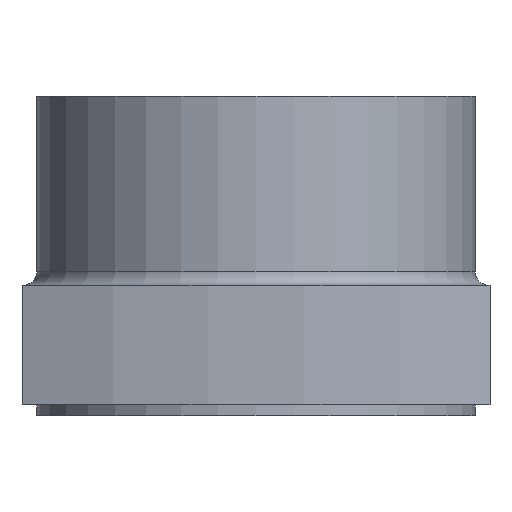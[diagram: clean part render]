
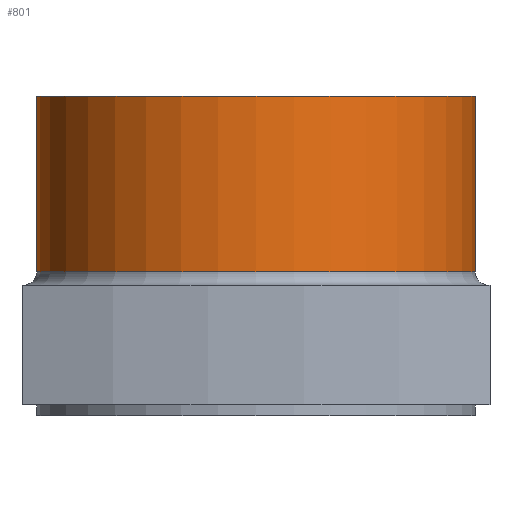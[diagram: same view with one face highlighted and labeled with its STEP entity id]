
A CAD part, front view. The second image highlights one B-rep face of the part: STEP entity #801.
In plain terms, the highlighted cylindrical face has radius 2.095 mm (diameter 4.191 mm), a partial arc.
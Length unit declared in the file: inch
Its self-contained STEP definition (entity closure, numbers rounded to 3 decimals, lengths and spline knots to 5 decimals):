
#99 = CARTESIAN_POINT ( 'NONE',  ( -0.0825, 0., 0.071 ) ) ;
#136 = CARTESIAN_POINT ( 'NONE',  ( 0.0825, 0., -0.243 ) ) ;
#142 = VERTEX_POINT ( 'NONE', #192 ) ;
#160 = ORIENTED_EDGE ( 'NONE', *, *, #252, .T. ) ;
#171 = DIRECTION ( 'NONE',  ( 1., 0., 0. ) ) ;
#189 = CIRCLE ( 'NONE', #569, 0.0825 ) ;
#192 = CARTESIAN_POINT ( 'NONE',  ( 0.0825, 0., 0.005 ) ) ;
#207 = VECTOR ( 'NONE', #966, 39.37008 ) ;
#239 = VECTOR ( 'NONE', #738, 39.37008 ) ;
#245 = AXIS2_PLACEMENT_3D ( 'NONE', #886, #292, #297 ) ;
#249 = CARTESIAN_POINT ( 'NONE',  ( 0., 0., 0.005 ) ) ;
#252 = EDGE_CURVE ( 'NONE', #283, #142, #189, .T. ) ;
#264 = EDGE_CURVE ( 'NONE', #283, #847, #898, .T. ) ;
#283 = VERTEX_POINT ( 'NONE', #826 ) ;
#292 = DIRECTION ( 'NONE',  ( 0., 0., 1. ) ) ;
#297 = DIRECTION ( 'NONE',  ( 1., 0., 0. ) ) ;
#353 = CARTESIAN_POINT ( 'NONE',  ( 0.0825, 0., 0.071 ) ) ;
#380 = AXIS2_PLACEMENT_3D ( 'NONE', #665, #384, #171 ) ;
#384 = DIRECTION ( 'NONE',  ( 0., 0., 1. ) ) ;
#387 = EDGE_LOOP ( 'NONE', ( #873, #160, #393, #553 ) ) ;
#393 = ORIENTED_EDGE ( 'NONE', *, *, #700, .T. ) ;
#490 = CIRCLE ( 'NONE', #380, 0.0825 ) ;
#511 = VERTEX_POINT ( 'NONE', #353 ) ;
#553 = ORIENTED_EDGE ( 'NONE', *, *, #837, .F. ) ;
#569 = AXIS2_PLACEMENT_3D ( 'NONE', #249, #914, #906 ) ;
#654 = FACE_OUTER_BOUND ( 'NONE', #387, .T. ) ;
#665 = CARTESIAN_POINT ( 'NONE',  ( 0., 0., 0.071 ) ) ;
#700 = EDGE_CURVE ( 'NONE', #142, #511, #742, .T. ) ;
#738 = DIRECTION ( 'NONE',  ( 0., 0., 1. ) ) ;
#742 = LINE ( 'NONE', #136, #207 ) ;
#801 = ADVANCED_FACE ( 'NONE', ( #654 ), #956, .T. ) ;
#813 = CARTESIAN_POINT ( 'NONE',  ( -0.0825, 0., -0.243 ) ) ;
#826 = CARTESIAN_POINT ( 'NONE',  ( -0.0825, 0., 0.005 ) ) ;
#837 = EDGE_CURVE ( 'NONE', #847, #511, #490, .T. ) ;
#847 = VERTEX_POINT ( 'NONE', #99 ) ;
#873 = ORIENTED_EDGE ( 'NONE', *, *, #264, .F. ) ;
#886 = CARTESIAN_POINT ( 'NONE',  ( 0., 0., -0.243 ) ) ;
#898 = LINE ( 'NONE', #813, #239 ) ;
#906 = DIRECTION ( 'NONE',  ( -1., 0., 0. ) ) ;
#914 = DIRECTION ( 'NONE',  ( 0., 0., 1. ) ) ;
#956 = CYLINDRICAL_SURFACE ( 'NONE', #245, 0.0825 ) ;
#966 = DIRECTION ( 'NONE',  ( 0., 0., 1. ) ) ;
